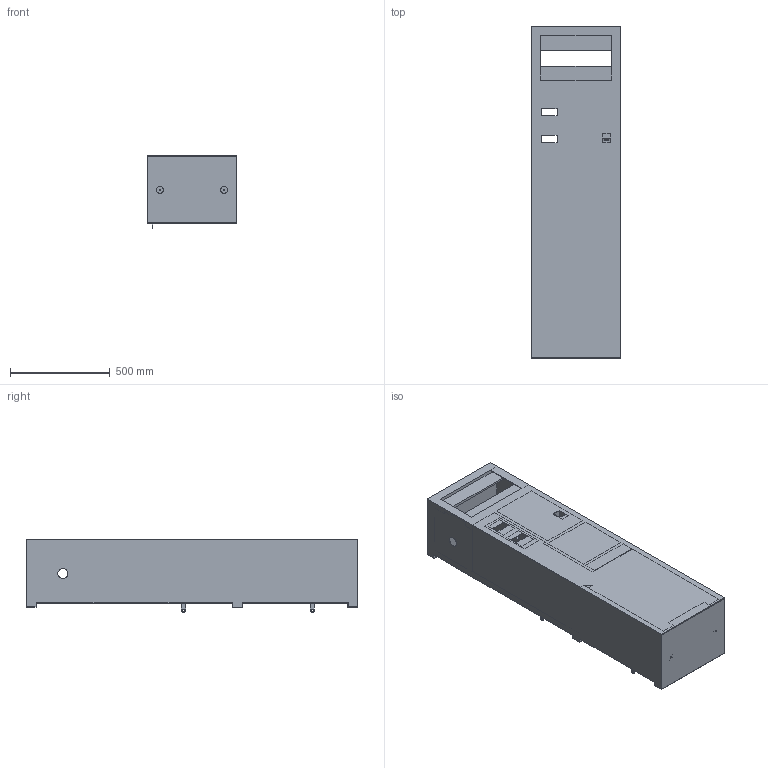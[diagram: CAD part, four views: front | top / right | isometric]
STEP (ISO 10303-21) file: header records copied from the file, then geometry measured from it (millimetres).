
FILE_DESCRIPTION (( 'STEP AP214' ), '1' );
FILE_NAME ('Body part.STEP', '2024-04-17T02:54:07', ( '' ), ( '' ), 'SwSTEP 2.0', 'SolidWorks 2022', '' );
FILE_SCHEMA (( 'AUTOMOTIVE_DESIGN' ));
Length unit declared in the file: millimetre
Products named in the file (1): Body part
Bounding box: 451 x 1665 x 366 mm (x, y, z)
Volume: 39832149.6 mm3; surface area: 5580203.3 mm2
Topology: 2 solids, 2 shells, 309 faces, 803 edges, 520 vertices
Faces by surface type: plane 189, cylinder 114, sphere 6
Entity records: 9508 total; most frequent: DIRECTION 1633, CARTESIAN_POINT 1633, ORIENTED_EDGE 1594, EDGE_CURVE 797, VECTOR 577, LINE 577, AXIS2_PLACEMENT_3D 528, VERTEX_POINT 520
